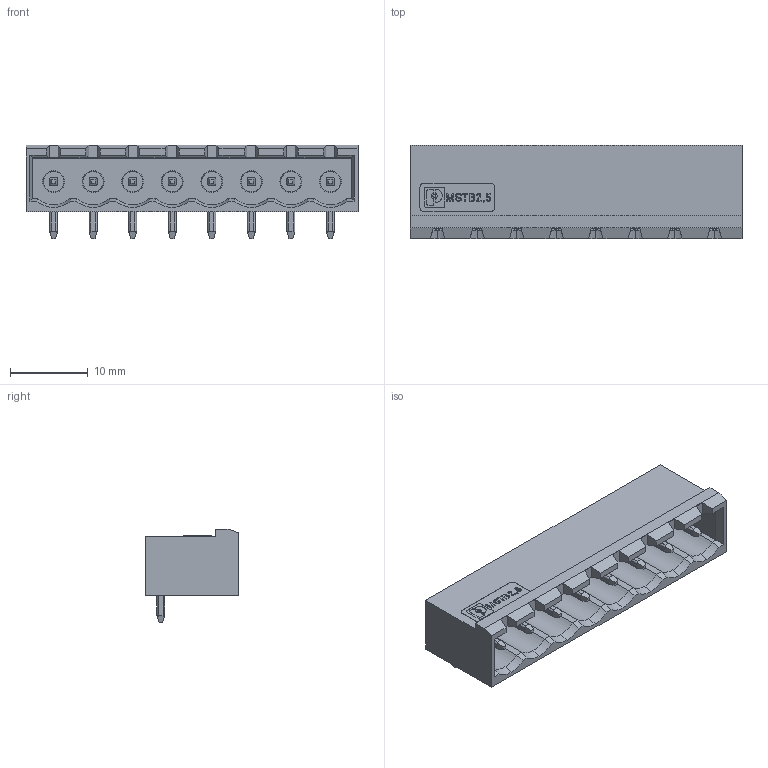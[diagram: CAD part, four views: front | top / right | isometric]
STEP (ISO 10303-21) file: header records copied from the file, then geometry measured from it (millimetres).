
FILE_DESCRIPTION(('STEP AP214'),'1');
FILE_NAME('cctmp_43FE02DF-088E-435E-87A8-747778CD2902_2023_02_03_15_47_37_0190_11684..stp','2023-02-03T15:47:38',('PHOENIX CONTACT Deutschland GmbH'),('CADClick - www.CADClick.com'),'Spatial InterOp 3D',' ','unknown authorization');
FILE_SCHEMA(('AUTOMOTIVE_DESIGN'));
Length unit declared in the file: millimetre
Products named in the file (10): 2023_02_03_15_47_36_0841; 2023_02_03_15_47_37_0190; 2023_02_03_15_47_37_0175; 2023_02_03_15_47_37_0159; 2023_02_03_15_47_37_0144; 2023_02_03_15_47_37_0128; 2023_02_03_15_47_37_0112; 2023_02_03_15_47_37_0097; 2023_02_03_15_47_37_0081; 2023_02_03_15_47_37_0050
Assembly tree (9 placements, depth 2):
  2023_02_03_15_47_36_0841
    2023_02_03_15_47_37_0190
    2023_02_03_15_47_37_0175
    2023_02_03_15_47_37_0159
    2023_02_03_15_47_37_0144
    2023_02_03_15_47_37_0128
    2023_02_03_15_47_37_0112
    2023_02_03_15_47_37_0097
    2023_02_03_15_47_37_0081
    2023_02_03_15_47_37_0050
Bounding box: 42.64 x 12 x 12.07 mm (x, y, z)
Volume: 1987.7 mm3; surface area: 3455.8 mm2
Topology: 9 solids, 9 shells, 901 faces, 2499 edges, 1638 vertices
Faces by surface type: plane 595, cylinder 226, bspline 32, cone 32, sphere 16
Entity records: 63044 total; most frequent: CARTESIAN_POINT 26568, ORIENTED_EDGE 4998, DIRECTION 4661, EDGE_CURVE 2499, STYLED_ITEM 2062, PRESENTATION_STYLE_ASSIGNMENT 2062, COLOUR_RGB 2062, LINE 1839
